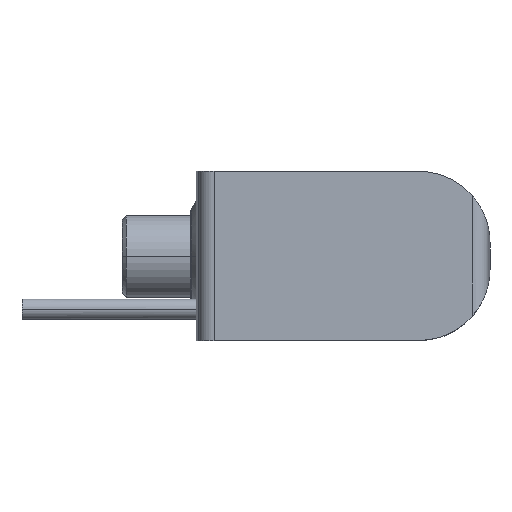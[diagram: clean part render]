
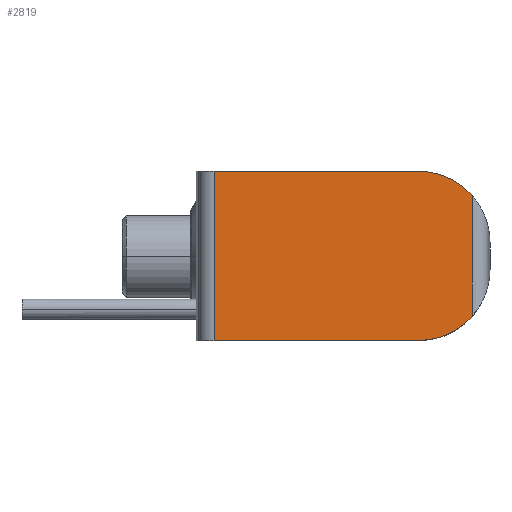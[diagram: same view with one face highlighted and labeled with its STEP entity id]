
A CAD part, top view. The second image highlights one B-rep face of the part: STEP entity #2819.
In plain terms, the highlighted planar face has unit normal (0, 0, 1).
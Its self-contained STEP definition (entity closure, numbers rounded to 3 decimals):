
#218=CIRCLE('',#3053,23.);
#221=CIRCLE('',#3059,23.);
#391=FACE_OUTER_BOUND('',#572,.T.);
#572=EDGE_LOOP('',(#2018,#2019,#2020,#2021,#2022,#2023));
#736=LINE('',#4339,#856);
#745=LINE('',#4359,#865);
#746=LINE('',#4362,#866);
#747=LINE('',#4363,#867);
#856=VECTOR('',#3503,304.8);
#865=VECTOR('',#3522,304.8);
#866=VECTOR('',#3527,304.8);
#867=VECTOR('',#3528,304.8);
#1149=VERTEX_POINT('',#4275);
#1151=VERTEX_POINT('',#4278);
#1155=VERTEX_POINT('',#4308);
#1158=VERTEX_POINT('',#4314);
#1163=VERTEX_POINT('',#4356);
#1164=VERTEX_POINT('',#4358);
#1464=EDGE_CURVE('',#1151,#1149,#218,.T.);
#1472=EDGE_CURVE('',#1155,#1158,#221,.T.);
#1473=EDGE_CURVE('',#1158,#1151,#736,.T.);
#1483=EDGE_CURVE('',#1164,#1163,#745,.T.);
#1485=EDGE_CURVE('',#1155,#1163,#746,.T.);
#1486=EDGE_CURVE('',#1164,#1149,#747,.T.);
#2018=ORIENTED_EDGE('',*,*,#1483,.T.);
#2019=ORIENTED_EDGE('',*,*,#1485,.F.);
#2020=ORIENTED_EDGE('',*,*,#1472,.T.);
#2021=ORIENTED_EDGE('',*,*,#1473,.T.);
#2022=ORIENTED_EDGE('',*,*,#1464,.T.);
#2023=ORIENTED_EDGE('',*,*,#1486,.F.);
#2737=PLANE('',#3067);
#2819=ADVANCED_FACE('',(#391),#2737,.T.);
#3053=AXIS2_PLACEMENT_3D('',#4279,#3486,#3487);
#3059=AXIS2_PLACEMENT_3D('',#4337,#3499,#3500);
#3067=AXIS2_PLACEMENT_3D('',#4361,#3525,#3526);
#3486=DIRECTION('center_axis',(0.,0.,1.));
#3487=DIRECTION('ref_axis',(1.,0.,0.));
#3499=DIRECTION('center_axis',(0.,0.,1.));
#3500=DIRECTION('ref_axis',(1.,0.,0.));
#3503=DIRECTION('',(0.,1.,0.));
#3522=DIRECTION('',(0.,-1.,0.));
#3525=DIRECTION('center_axis',(0.,0.,1.));
#3526=DIRECTION('ref_axis',(0.,1.,0.));
#3527=DIRECTION('',(-1.,0.,0.));
#3528=DIRECTION('',(1.,0.,0.));
#4275=CARTESIAN_POINT('',(36.8,27.25,87.5));
#4278=CARTESIAN_POINT('',(54.11,19.395,87.5));
#4279=CARTESIAN_POINT('Origin',(36.8,4.25,87.5));
#4308=CARTESIAN_POINT('',(36.8,-27.25,87.5));
#4314=CARTESIAN_POINT('',(54.11,-19.395,87.5));
#4337=CARTESIAN_POINT('Origin',(36.8,-4.25,87.5));
#4339=CARTESIAN_POINT('',(54.11,-19.395,87.5));
#4356=CARTESIAN_POINT('',(-29.01,-27.25,87.5));
#4358=CARTESIAN_POINT('',(-29.01,27.25,87.5));
#4359=CARTESIAN_POINT('',(-29.01,27.25,87.5));
#4361=CARTESIAN_POINT('Origin',(54.11,-27.25,87.5));
#4362=CARTESIAN_POINT('',(32.55,-27.25,87.5));
#4363=CARTESIAN_POINT('',(32.55,27.25,87.5));
